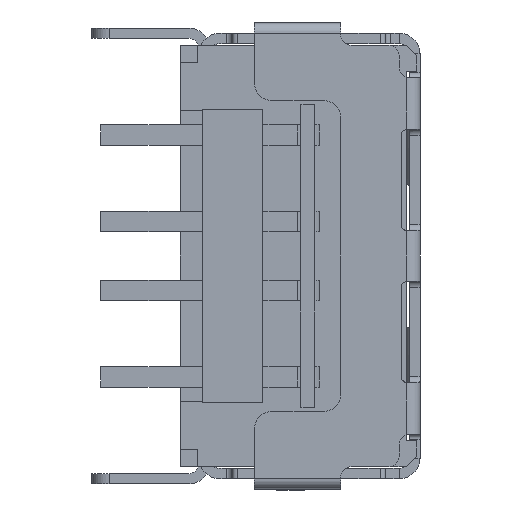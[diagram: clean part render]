
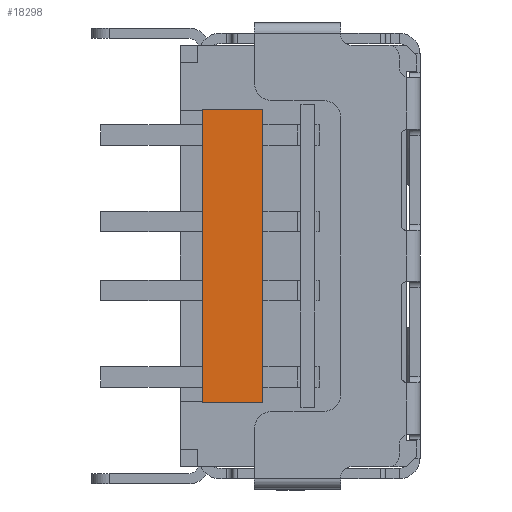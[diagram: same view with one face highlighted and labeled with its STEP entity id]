
A CAD part, left-side view. The second image highlights one B-rep face of the part: STEP entity #18298.
In plain terms, the highlighted planar face has unit normal (-1, 0, 0).
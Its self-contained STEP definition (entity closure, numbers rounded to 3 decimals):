
#209=DIRECTION('',(0.,1.,0.));
#210=VECTOR('',#209,1.75);
#211=CARTESIAN_POINT('',(-3.317,1.3,-4.254));
#212=LINE('',#211,#210);
#439=DIRECTION('',(0.,0.,-1.));
#440=VECTOR('',#439,8.508);
#441=CARTESIAN_POINT('',(-3.317,3.05,4.254));
#442=LINE('',#441,#440);
#14729=DIRECTION('',(0.,0.,1.));
#14730=VECTOR('',#14729,8.508);
#14731=CARTESIAN_POINT('',(-3.317,1.3,-4.254));
#14732=LINE('',#14731,#14730);
#14869=DIRECTION('',(0.,1.,0.));
#14870=VECTOR('',#14869,1.75);
#14871=CARTESIAN_POINT('',(-3.317,1.3,4.254));
#14872=LINE('',#14871,#14870);
#15721=CARTESIAN_POINT('',(-3.317,3.05,-4.254));
#15722=VERTEX_POINT('',#15721);
#15725=CARTESIAN_POINT('',(-3.317,3.05,4.254));
#15726=VERTEX_POINT('',#15725);
#15727=CARTESIAN_POINT('',(-3.317,1.3,-4.254));
#15728=VERTEX_POINT('',#15727);
#15729=CARTESIAN_POINT('',(-3.317,1.3,4.254));
#15730=VERTEX_POINT('',#15729);
#18283=CARTESIAN_POINT('',(-3.317,3.05,1.244));
#18284=DIRECTION('',(-1.,0.,0.));
#18285=DIRECTION('',(0.,0.,1.));
#18286=AXIS2_PLACEMENT_3D('',#18283,#18284,#18285);
#18287=PLANE('',#18286);
#18289=ORIENTED_EDGE('',*,*,#18288,.F.);
#18291=ORIENTED_EDGE('',*,*,#18290,.T.);
#18293=ORIENTED_EDGE('',*,*,#18292,.F.);
#18295=ORIENTED_EDGE('',*,*,#18294,.F.);
#18296=EDGE_LOOP('',(#18289,#18291,#18293,#18295));
#18297=FACE_OUTER_BOUND('',#18296,.F.);
#18288=EDGE_CURVE('',#15728,#15730,#14732,.T.);
#18290=EDGE_CURVE('',#15728,#15722,#212,.T.);
#18292=EDGE_CURVE('',#15726,#15722,#442,.T.);
#18294=EDGE_CURVE('',#15730,#15726,#14872,.T.);
#18298=ADVANCED_FACE('',(#18297),#18287,.T.);
